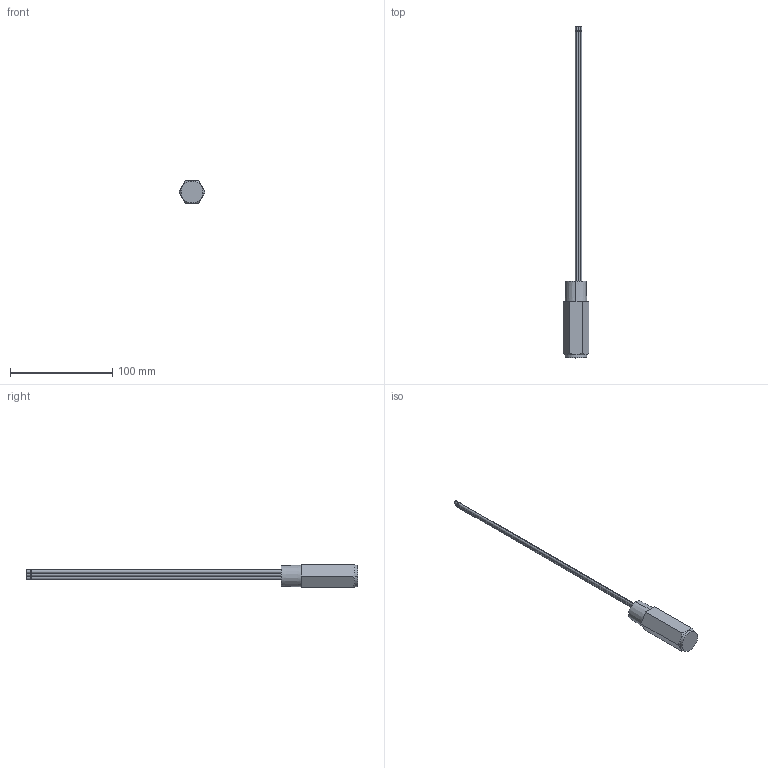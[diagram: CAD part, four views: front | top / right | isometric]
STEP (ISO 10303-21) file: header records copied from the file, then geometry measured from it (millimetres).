
FILE_DESCRIPTION (( 'STEP AP203' ), '1' );
FILE_NAME ('929963.step', '2021-03-03T20:12:21', ( '' ), ( '' ), 'SwSTEP 2.0', 'SolidWorks 2019', '' );
FILE_SCHEMA (( 'CONFIG_CONTROL_DESIGN' ));
Length unit declared in the file: inch
Products named in the file (1): 929963
Bounding box: 25.4 x 325 x 22 mm (x, y, z)
Volume: 34610.1 mm3; surface area: 13840.2 mm2
Topology: 1 solids, 1 shells, 45 faces, 92 edges, 60 vertices
Faces by surface type: cylinder 22, plane 19, cone 4
Entity records: 1335 total; most frequent: CARTESIAN_POINT 264, DIRECTION 226, ORIENTED_EDGE 184, AXIS2_PLACEMENT_3D 94, EDGE_CURVE 92, VERTEX_POINT 60, EDGE_LOOP 56, CIRCLE 48
